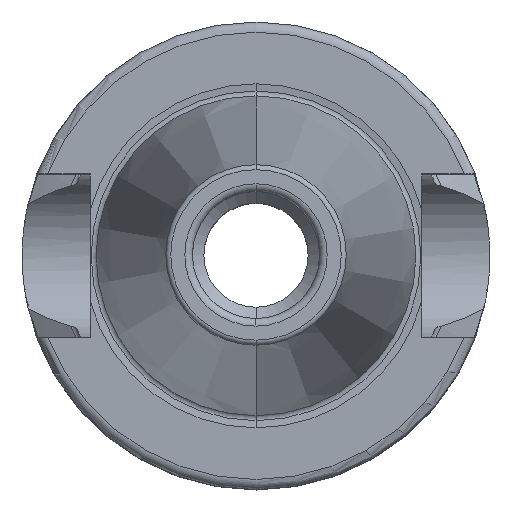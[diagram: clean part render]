
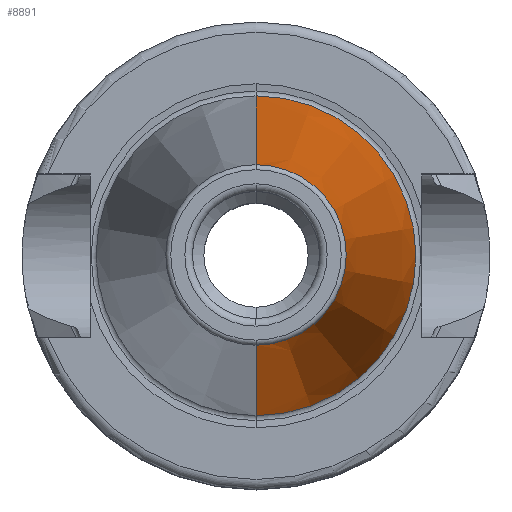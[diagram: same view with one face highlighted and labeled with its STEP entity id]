
A CAD part, top view. The second image highlights one B-rep face of the part: STEP entity #8891.
In plain terms, the highlighted conical face has half-angle 8.297 degrees and reference radius 12.304 mm.
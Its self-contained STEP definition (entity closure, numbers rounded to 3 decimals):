
#2806=CARTESIAN_POINT('',(0,0,69.972));
#2807=DIRECTION('',(0,0,1));
#2808=DIRECTION('',(0,-1,0));
#2809=AXIS2_PLACEMENT_3D('',#2806,#2807,#2808);
#2811=CARTESIAN_POINT('',(0,0,23));
#2812=DIRECTION('',(0,0,-1));
#2813=DIRECTION('',(0,1,0));
#2814=AXIS2_PLACEMENT_3D('',#2811,#2812,#2813);
#2955=DIRECTION('',(0.,0.144,0.99));
#2956=VECTOR('',#2955,47.469);
#2957=CARTESIAN_POINT('',(0,-15.729,23));
#2958=LINE('',#2957,#2956);
#2964=DIRECTION('',(0.,-0.144,0.99));
#2965=VECTOR('',#2964,47.469);
#2966=CARTESIAN_POINT('',(0,15.729,23));
#2967=LINE('',#2966,#2965);
#3816=CARTESIAN_POINT('',(0,15.729,23));
#3818=VERTEX_POINT('',#3816);
#3832=CARTESIAN_POINT('',(0,-15.729,23));
#3834=VERTEX_POINT('',#3832);
#3859=CARTESIAN_POINT('',(0,8.879,69.972));
#3860=CARTESIAN_POINT('',(0,-8.879,69.972));
#3861=VERTEX_POINT('',#3859);
#3862=VERTEX_POINT('',#3860);
#8877=CARTESIAN_POINT('',(0,0,46.486));
#8878=DIRECTION('',(0,0,-1));
#8879=DIRECTION('',(0,-1,0));
#8880=AXIS2_PLACEMENT_3D('',#8877,#8878,#8879);
#8881=CONICAL_SURFACE('',#8880,12.304,8.297);
#8883=ORIENTED_EDGE('',*,*,#8882,.T.);
#8885=ORIENTED_EDGE('',*,*,#8884,.F.);
#8886=ORIENTED_EDGE('',*,*,#8872,.T.);
#8888=ORIENTED_EDGE('',*,*,#8887,.T.);
#8889=EDGE_LOOP('',(#8883,#8885,#8886,#8888));
#8890=FACE_OUTER_BOUND('',#8889,.F.);
#8891=ADVANCED_FACE('',(#8890),#8881,.T.);
#2810=CIRCLE('',#2809,8.879);
#2815=CIRCLE('',#2814,15.729);
#8872=EDGE_CURVE('',#3818,#3834,#2815,.T.);
#8882=EDGE_CURVE('',#3862,#3861,#2810,.T.);
#8884=EDGE_CURVE('',#3818,#3861,#2967,.T.);
#8887=EDGE_CURVE('',#3834,#3862,#2958,.T.);
